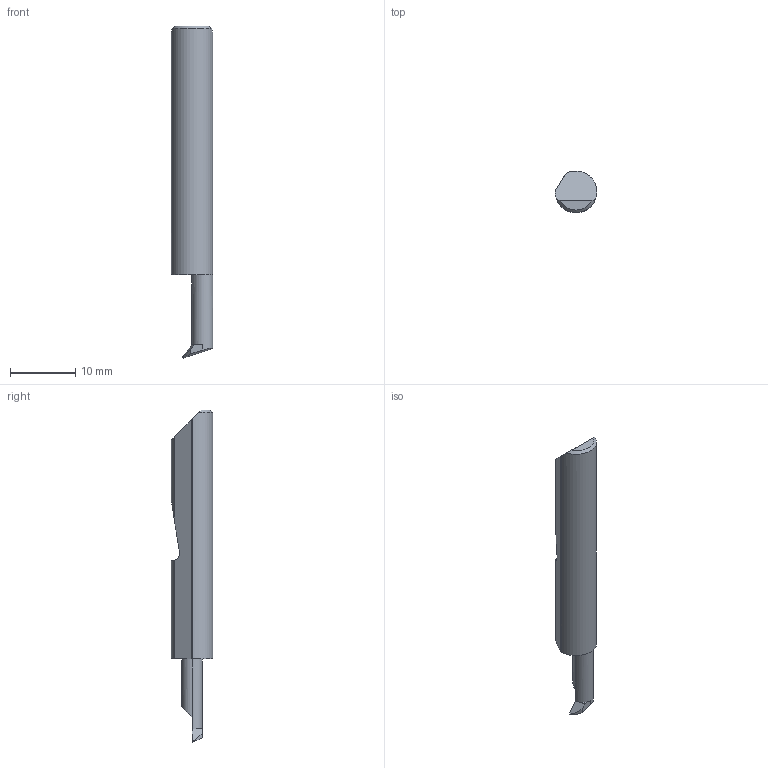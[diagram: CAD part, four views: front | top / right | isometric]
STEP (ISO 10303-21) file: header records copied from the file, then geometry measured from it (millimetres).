
FILE_DESCRIPTION (( 'STEP AP214' ), '1' );
FILE_NAME ('Micro_QPA5-180500X.STEP', '2021-09-16T14:15:22', ( '' ), ( '' ), 'SwSTEP 2.0', 'SolidWorks 2020', '' );
FILE_SCHEMA (( 'AUTOMOTIVE_DESIGN' ));
Length unit declared in the file: inch
Products named in the file (1): Micro_QPA5-180500X
Bounding box: 6.35 x 6.34 x 50.8 mm (x, y, z)
Volume: 1191.3 mm3; surface area: 902.5 mm2
Topology: 1 solids, 1 shells, 22 faces, 54 edges, 34 vertices
Faces by surface type: plane 12, cylinder 9, cone 1
Entity records: 713 total; most frequent: CARTESIAN_POINT 200, ORIENTED_EDGE 108, DIRECTION 88, EDGE_CURVE 54, VERTEX_POINT 34, AXIS2_PLACEMENT_3D 31, VECTOR 26, LINE 26
